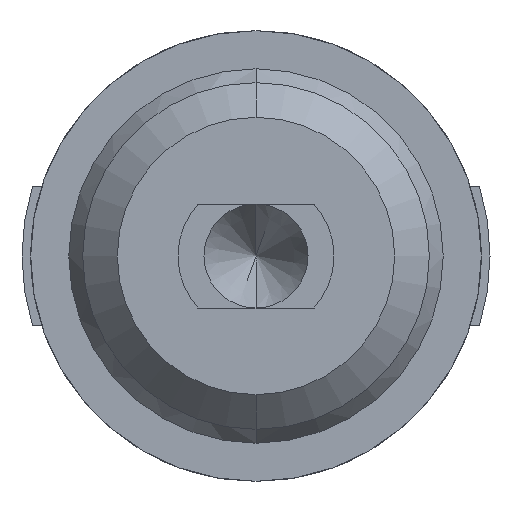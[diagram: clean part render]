
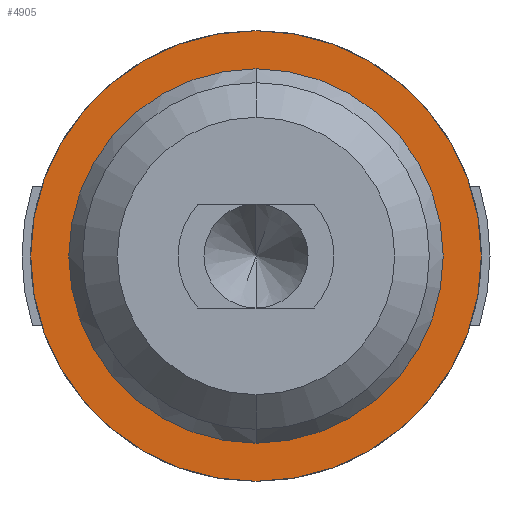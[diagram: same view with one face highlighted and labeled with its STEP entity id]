
A CAD part, front view. The second image highlights one B-rep face of the part: STEP entity #4905.
In plain terms, the highlighted planar face has unit normal (0, -1, 0).
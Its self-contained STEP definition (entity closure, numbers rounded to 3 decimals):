
#488 = EDGE_LOOP ( 'NONE', ( #5006, #4965 ) ) ;
#539 = CARTESIAN_POINT ( 'NONE',  ( 0., 27.9, 1.08 ) ) ;
#618 = CARTESIAN_POINT ( 'NONE',  ( 0., 27.9, 0. ) ) ;
#849 = VERTEX_POINT ( 'NONE', #539 ) ;
#912 = EDGE_CURVE ( 'Defeature ausgef�hrt3_7+Defeature ausgef�hrt3_8+Defeature ausgef�hrt3_8+Defeature ausgef�hrt3_8', #4088, #3752, #4596, .T. ) ;
#966 = CARTESIAN_POINT ( 'NONE',  ( 0., 27.9, -1.3 ) ) ;
#1047 = DIRECTION ( 'NONE',  ( 0., -1., 0. ) ) ;
#1254 = DIRECTION ( 'NONE',  ( 0., 0., -1. ) ) ;
#1304 = CARTESIAN_POINT ( 'NONE',  ( 0., 27.9, 0. ) ) ;
#1347 = PLANE ( 'NONE',  #3974 ) ;
#1352 = CARTESIAN_POINT ( 'NONE',  ( 0., 27.9, 0. ) ) ;
#1358 = VERTEX_POINT ( 'NONE', #3366 ) ;
#1444 = AXIS2_PLACEMENT_3D ( 'NONE', #4434, #4504, #4910 ) ;
#1485 = FACE_BOUND ( 'NONE', #488, .T. ) ;
#1594 = FACE_OUTER_BOUND ( 'NONE', #3797, .T. ) ;
#1814 = EDGE_CURVE ( 'Defeature ausgef�hrt3_7+Defeature ausgef�hrt3_8+Defeature ausgef�hrt3_8+Defeature ausgef�hrt3_8', #3752, #4088, #4017, .T. ) ;
#1848 = DIRECTION ( 'NONE',  ( 0., 0., -1. ) ) ;
#2131 = DIRECTION ( 'NONE',  ( 0., 0., -1. ) ) ;
#2144 = AXIS2_PLACEMENT_3D ( 'NONE', #618, #1047, #1848 ) ;
#2171 = ORIENTED_EDGE ( 'NONE', *, *, #912, .T. ) ;
#2442 = CARTESIAN_POINT ( 'NONE',  ( 1.08, 27.9, 0. ) ) ;
#2530 = DIRECTION ( 'NONE',  ( 0., -1., 0. ) ) ;
#2808 = AXIS2_PLACEMENT_3D ( 'NONE', #1352, #2530, #3355 ) ;
#3202 = AXIS2_PLACEMENT_3D ( 'NONE', #1304, #4819, #1254 ) ;
#3355 = DIRECTION ( 'NONE',  ( 0., 0., -1. ) ) ;
#3366 = CARTESIAN_POINT ( 'NONE',  ( 0., 27.9, -1.08 ) ) ;
#3501 = ORIENTED_EDGE ( 'NONE', *, *, #1814, .T. ) ;
#3752 = VERTEX_POINT ( 'NONE', #4977 ) ;
#3797 = EDGE_LOOP ( 'NONE', ( #2171, #3501 ) ) ;
#3974 = AXIS2_PLACEMENT_3D ( 'NONE', #2442, #4842, #2131 ) ;
#4014 = CIRCLE ( 'NONE', #2808, 1.08 ) ;
#4017 = CIRCLE ( 'NONE', #2144, 1.3 ) ;
#4088 = VERTEX_POINT ( 'NONE', #966 ) ;
#4174 = EDGE_CURVE ( 'Defeature ausgef�hrt3_6+Defeature ausgef�hrt3_7+Defeature ausgef�hrt3_7+Defeature ausgef�hrt3_7', #849, #1358, #4974, .T. ) ;
#4351 = EDGE_CURVE ( 'Defeature ausgef�hrt3_6+Defeature ausgef�hrt3_7+Defeature ausgef�hrt3_7+Defeature ausgef�hrt3_7', #1358, #849, #4014, .T. ) ;
#4434 = CARTESIAN_POINT ( 'NONE',  ( 0., 27.9, 0. ) ) ;
#4504 = DIRECTION ( 'NONE',  ( 0., -1., 0. ) ) ;
#4596 = CIRCLE ( 'NONE', #3202, 1.3 ) ;
#4819 = DIRECTION ( 'NONE',  ( 0., -1., 0. ) ) ;
#4842 = DIRECTION ( 'NONE',  ( 0., -1., 0. ) ) ;
#4905 = ADVANCED_FACE ( 'Defeature ausgef�hrt3_7', ( #1594, #1485 ), #1347, .T. ) ;
#4910 = DIRECTION ( 'NONE',  ( 0., 0., -1. ) ) ;
#4965 = ORIENTED_EDGE ( 'NONE', *, *, #4174, .F. ) ;
#4974 = CIRCLE ( 'NONE', #1444, 1.08 ) ;
#4977 = CARTESIAN_POINT ( 'NONE',  ( 0., 27.9, 1.3 ) ) ;
#5006 = ORIENTED_EDGE ( 'NONE', *, *, #4351, .F. ) ;
